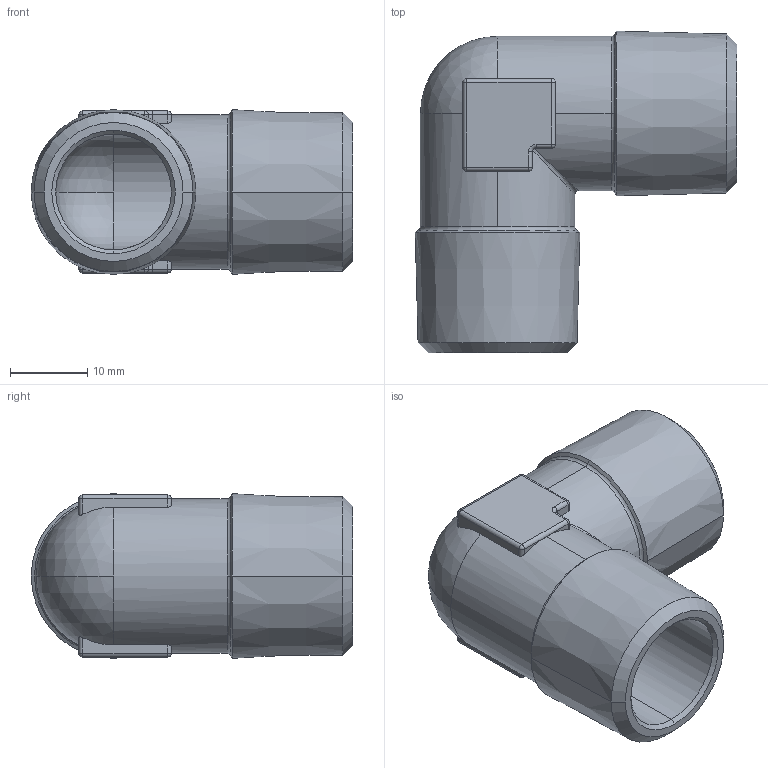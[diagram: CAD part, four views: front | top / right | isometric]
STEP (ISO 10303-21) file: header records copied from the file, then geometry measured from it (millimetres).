
FILE_DESCRIPTION (( 'STEP AP203' ), '1' );
FILE_NAME ('05250004.STEP', '2010-09-13T15:10:05', ( 'Flavio' ), ( '' ), 'SwSTEP 2.0', 'SolidWorks 2009', '' );
FILE_SCHEMA (( 'CONFIG_CONTROL_DESIGN' ));
Length unit declared in the file: millimetre
Products named in the file (1): 05250004
Bounding box: 41.67 x 41.67 x 21.34 mm (x, y, z)
Volume: 9431.9 mm3; surface area: 7097.5 mm2
Topology: 1 solids, 1 shells, 89 faces, 215 edges, 116 vertices
Faces by surface type: cylinder 32, plane 20, cone 16, sphere 14, torus 6, bspline 1
Entity records: 2777 total; most frequent: CARTESIAN_POINT 676, DIRECTION 462, ORIENTED_EDGE 406, EDGE_CURVE 203, AXIS2_PLACEMENT_3D 189, VERTEX_POINT 116, CIRCLE 100, EDGE_LOOP 91
